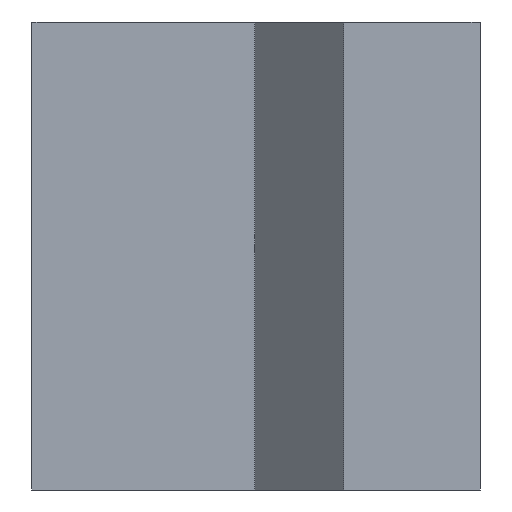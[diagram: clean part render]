
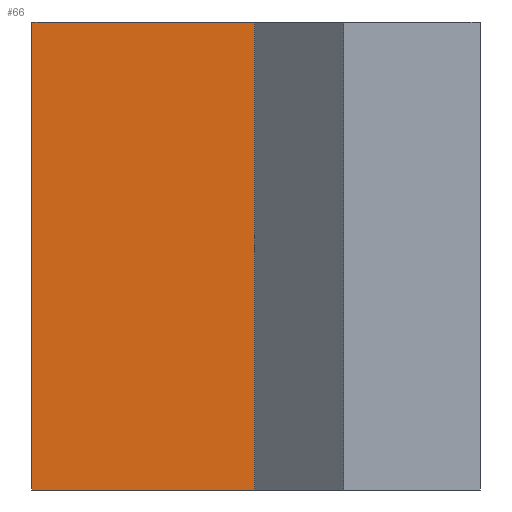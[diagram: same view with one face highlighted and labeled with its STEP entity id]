
A CAD part, left-side view. The second image highlights one B-rep face of the part: STEP entity #66.
In plain terms, the highlighted planar face has unit normal (-1, 0, 0).
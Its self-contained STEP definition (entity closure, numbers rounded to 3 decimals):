
#52=FACE_OUTER_BOUND('',#183,.T.);
#66=ADVANCED_FACE('',(#52),#82,.F.);
#82=PLANE('',#358);
#88=LINE('',#451,#124);
#98=LINE('',#474,#134);
#118=LINE('',#516,#154);
#119=LINE('',#518,#155);
#124=VECTOR('',#370,1.);
#134=VECTOR('',#384,1.);
#154=VECTOR('',#424,1.);
#155=VECTOR('',#427,1.);
#183=EDGE_LOOP('',(#254,#255,#256,#257));
#254=ORIENTED_EDGE('',*,*,#313,.T.);
#255=ORIENTED_EDGE('',*,*,#336,.F.);
#256=ORIENTED_EDGE('',*,*,#302,.T.);
#257=ORIENTED_EDGE('',*,*,#335,.T.);
#274=VERTEX_POINT('',#450);
#275=VERTEX_POINT('',#452);
#280=VERTEX_POINT('',#464);
#285=VERTEX_POINT('',#473);
#302=EDGE_CURVE('',#275,#274,#88,.T.);
#313=EDGE_CURVE('',#280,#285,#98,.T.);
#335=EDGE_CURVE('',#274,#280,#118,.T.);
#336=EDGE_CURVE('',#275,#285,#119,.T.);
#358=AXIS2_PLACEMENT_3D('',#520,#430,#431);
#370=DIRECTION('',(0.,1.,0.));
#384=DIRECTION('',(0.,-1.,0.));
#424=DIRECTION('',(0.,0.,-1.));
#427=DIRECTION('',(0.,0.,-1.));
#430=DIRECTION('',(1.,0.,0.));
#431=DIRECTION('',(0.,-1.,0.));
#450=CARTESIAN_POINT('',(-45.,12.576,13.137));
#451=CARTESIAN_POINT('',(-45.,12.576,13.137));
#452=CARTESIAN_POINT('',(-45.,0.076,13.137));
#464=CARTESIAN_POINT('',(-45.,12.576,-13.13));
#473=CARTESIAN_POINT('',(-45.,0.076,-13.13));
#474=CARTESIAN_POINT('',(-45.,12.576,-13.13));
#516=CARTESIAN_POINT('',(-45.,12.576,147.145));
#518=CARTESIAN_POINT('',(-45.,0.076,147.145));
#520=CARTESIAN_POINT('',(-45.,12.576,147.145));
